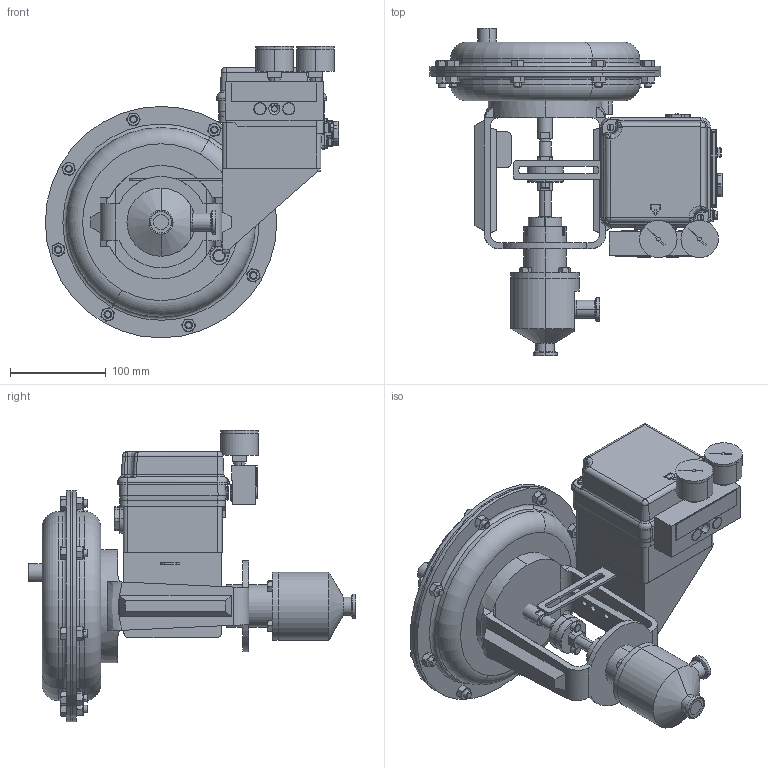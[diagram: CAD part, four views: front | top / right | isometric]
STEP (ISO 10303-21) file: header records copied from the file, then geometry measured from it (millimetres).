
FILE_DESCRIPTION (( 'STEP AP203' ), '1' );
FILE_NAME ('978ESP-075-JD-35M-16IP.STEP', '2017-06-12T13:38:37', ( '' ), ( '' ), 'SwSTEP 2.0', 'SolidWorks 2014', '' );
FILE_SCHEMA (( 'CONFIG_CONTROL_DESIGN' ));
Products named in the file (2): 978ESP-075-JD-35M-16IP
Bounding box: 305.89 x 341.54 x 304.2 mm (x, y, z)
Volume: 4310516.8 mm3; surface area: 766449 mm2
Topology: 80 solids, 81 shells, 2698 faces, 6464 edges, 3913 vertices
Faces by surface type: plane 1122, cylinder 691, cone 476, bspline 373, torus 36
Entity records: 94052 total; most frequent: CARTESIAN_POINT 35519, ORIENTED_EDGE 12760, DIRECTION 11202, EDGE_CURVE 6380, AXIS2_PLACEMENT_3D 4155, VERTEX_POINT 3913, LINE 2892, VECTOR 2892
